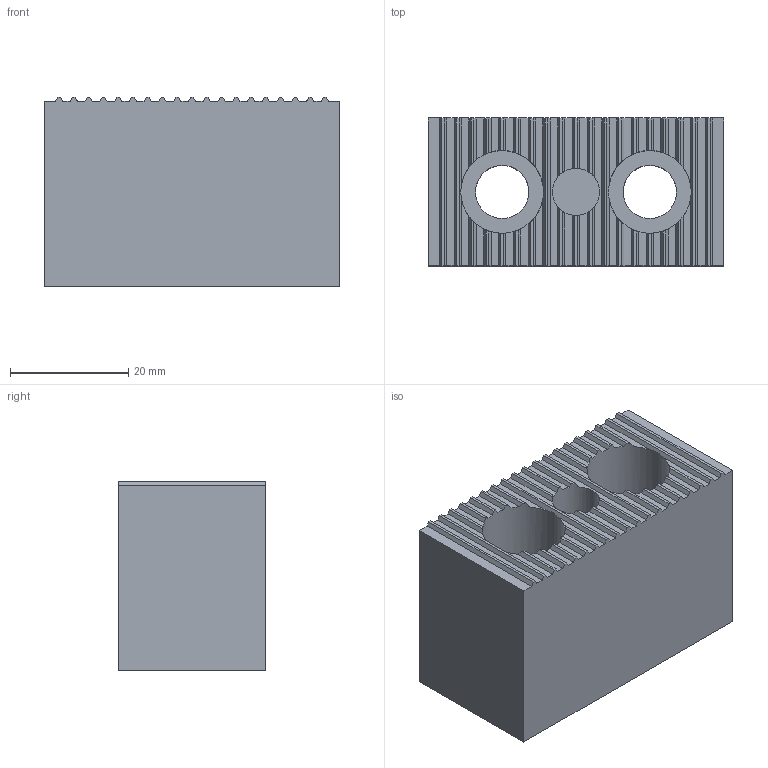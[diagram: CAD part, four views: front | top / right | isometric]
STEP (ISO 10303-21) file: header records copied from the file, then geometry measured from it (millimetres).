
FILE_DESCRIPTION (( 'STEP AP203' ), '1' );
FILE_NAME ('bj500-08532.STEP', '2021-10-24T23:53:01', ( '' ), ( '' ), 'SwSTEP 2.0', 'SolidWorks 2020', '' );
FILE_SCHEMA (( 'CONFIG_CONTROL_DESIGN' ));
Length unit declared in the file: millimetre
Products named in the file (1): bj500-08532
Bounding box: 50 x 25 x 32 mm (x, y, z)
Volume: 32343.8 mm3; surface area: 9860.4 mm2
Topology: 1 solids, 1 shells, 148 faces, 438 edges, 292 vertices
Faces by surface type: plane 138, cylinder 10
Entity records: 4999 total; most frequent: CARTESIAN_POINT 1059, ORIENTED_EDGE 876, DIRECTION 748, EDGE_CURVE 438, LINE 306, VECTOR 306, VERTEX_POINT 292, AXIS2_PLACEMENT_3D 221
